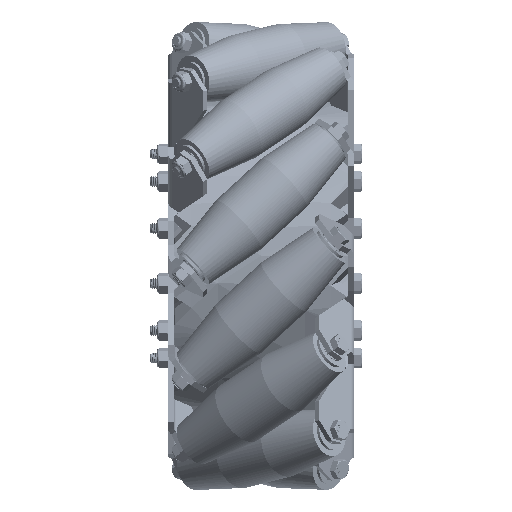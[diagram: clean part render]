
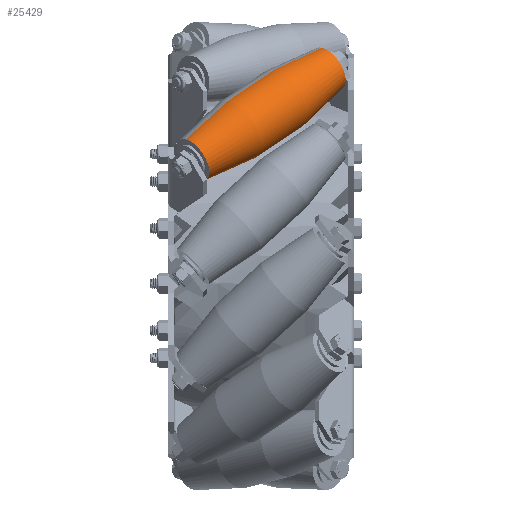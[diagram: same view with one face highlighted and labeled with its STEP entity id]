
A CAD part, top view. The second image highlights one B-rep face of the part: STEP entity #25429.
In plain terms, the highlighted toroidal (fillet/blend) face has major radius 210.093 mm and minor radius 228.635 mm.
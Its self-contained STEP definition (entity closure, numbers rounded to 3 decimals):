
#5330 = DIRECTION ( 'NONE',  ( 0., 1., 0. ) ) ;
#7083 = ORIENTED_EDGE ( 'NONE', *, *, #75904, .T. ) ;
#9205 = DIRECTION ( 'NONE',  ( 0., 0., -1. ) ) ;
#16589 = AXIS2_PLACEMENT_3D ( 'NONE', #75822, #9205, #62926 ) ;
#17186 = AXIS2_PLACEMENT_3D ( 'NONE', #50003, #77105, #82440 ) ;
#19776 = CIRCLE ( 'NONE', #50921, 12.827 ) ;
#20246 = EDGE_CURVE ( 'NONE', #57063, #62764, #64454, .T. ) ;
#22207 = CIRCLE ( 'NONE', #16589, 228.635 ) ;
#24066 = FACE_OUTER_BOUND ( 'NONE', #31953, .T. ) ;
#24358 = EDGE_CURVE ( 'NONE', #60790, #41924, #22207, .T. ) ;
#25429 = ADVANCED_FACE ( 'NONE', ( #24066 ), #40819, .T. ) ;
#26200 = ORIENTED_EDGE ( 'NONE', *, *, #24358, .T. ) ;
#29348 = EDGE_CURVE ( 'NONE', #62764, #41924, #55468, .T. ) ;
#30720 = CARTESIAN_POINT ( 'NONE',  ( -24.693, 58.865, 0. ) ) ;
#31353 = CARTESIAN_POINT ( 'NONE',  ( -11.866, 109.665, 0. ) ) ;
#31883 = AXIS2_PLACEMENT_3D ( 'NONE', #68546, #67672, #61012 ) ;
#31953 = EDGE_LOOP ( 'NONE', ( #32283, #7083, #26200, #40967 ) ) ;
#32283 = ORIENTED_EDGE ( 'NONE', *, *, #20246, .F. ) ;
#40819 = TOROIDAL_SURFACE ( 'NONE', #47888, -210.093, 228.635 ) ;
#40967 = ORIENTED_EDGE ( 'NONE', *, *, #29348, .F. ) ;
#41924 = VERTEX_POINT ( 'NONE', #74546 ) ;
#47888 = AXIS2_PLACEMENT_3D ( 'NONE', #30720, #57802, #85309 ) ;
#48256 = CARTESIAN_POINT ( 'NONE',  ( -37.52, 8.065, 0. ) ) ;
#50003 = CARTESIAN_POINT ( 'NONE',  ( -24.693, 109.665, 0. ) ) ;
#50921 = AXIS2_PLACEMENT_3D ( 'NONE', #71908, #5330, #86081 ) ;
#55468 = CIRCLE ( 'NONE', #17186, 12.827 ) ;
#57063 = VERTEX_POINT ( 'NONE', #75402 ) ;
#57802 = DIRECTION ( 'NONE',  ( 0., 1., 0. ) ) ;
#60790 = VERTEX_POINT ( 'NONE', #48256 ) ;
#61012 = DIRECTION ( 'NONE',  ( 1., 0., 0. ) ) ;
#62764 = VERTEX_POINT ( 'NONE', #31353 ) ;
#62926 = DIRECTION ( 'NONE',  ( -1., 0., 0. ) ) ;
#64454 = CIRCLE ( 'NONE', #31883, 228.635 ) ;
#67672 = DIRECTION ( 'NONE',  ( 0., 0., 1. ) ) ;
#68546 = CARTESIAN_POINT ( 'NONE',  ( -234.787, 58.865, 0. ) ) ;
#71908 = CARTESIAN_POINT ( 'NONE',  ( -24.693, 8.065, 0. ) ) ;
#74546 = CARTESIAN_POINT ( 'NONE',  ( -37.52, 109.665, 0. ) ) ;
#75402 = CARTESIAN_POINT ( 'NONE',  ( -11.866, 8.065, 0. ) ) ;
#75822 = CARTESIAN_POINT ( 'NONE',  ( 185.4, 58.865, 0. ) ) ;
#75904 = EDGE_CURVE ( 'NONE', #57063, #60790, #19776, .T. ) ;
#77105 = DIRECTION ( 'NONE',  ( 0., 1., 0. ) ) ;
#82440 = DIRECTION ( 'NONE',  ( -1., 0., 0. ) ) ;
#85309 = DIRECTION ( 'NONE',  ( -1., 0., 0. ) ) ;
#86081 = DIRECTION ( 'NONE',  ( -1., 0., 0. ) ) ;
